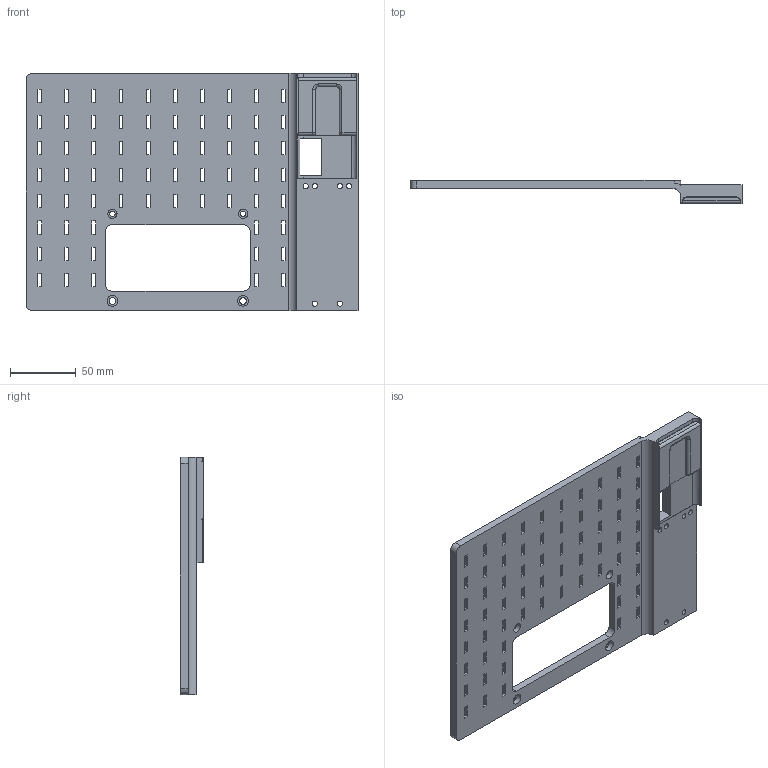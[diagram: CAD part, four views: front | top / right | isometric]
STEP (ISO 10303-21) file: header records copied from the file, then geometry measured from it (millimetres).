
FILE_DESCRIPTION(/* description */ ('STEP AP242','CAx-IF Rec.Pracs.---Representation and Presentation of Product Manufacturing Information (PMI)---4.0---2014-10-13','CAx-IF Rec.Pracs.---3D Tessellated Geometry---0.4---2014-09-14','2;1'),/* implementation_level */ '2;1');
FILE_NAME(/* name */ '68e83701196e8a6f17605776',/* time_stamp */ '2025-10-09T22:28:18Z',/* author */ (''),/* organization */ (''),/* preprocessor_version */ 'ST-DEVELOPER v20',/* originating_system */ 'ONSHAPE BY PTC INC, 1.204',/* authorisation */ ' ');
FILE_SCHEMA (('AP242_MANAGED_MODEL_BASED_3D_ENGINEERING_MIM_LF { 1 0 10303 442 1 1 4 }'));
Length unit declared in the file: metre
Products named in the file (1): OT2Mount
Bounding box: 251.63 x 17.5 x 180.1 mm (x, y, z)
Volume: 255654.5 mm3; surface area: 97624.6 mm2
Topology: 1 solids, 1 shells, 377 faces, 1065 edges, 697 vertices
Faces by surface type: plane 314, cylinder 43, cone 12, bspline 4, sphere 2, torus 2
Full cylindrical faces by diameter (mm): 4 x6, 4.1 x2, 5.1 x2, 6 x6, 7 x2, 8.2 x2
Entity records: 12282 total; most frequent: CARTESIAN_POINT 2249, ORIENTED_EDGE 2086, DIRECTION 1870, EDGE_CURVE 1043, LINE 918, VECTOR 918, VERTEX_POINT 697, EDGE_LOOP 560
